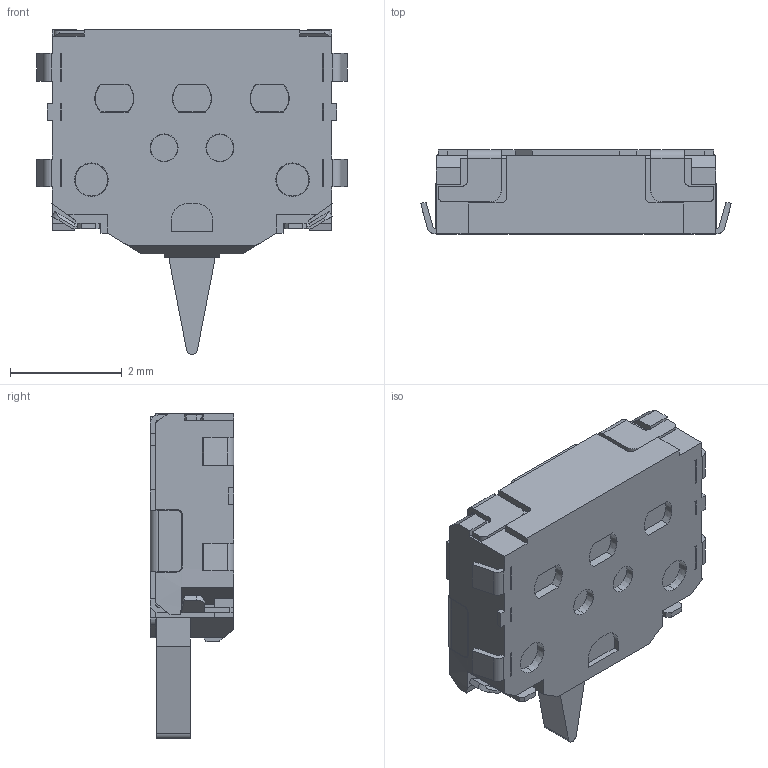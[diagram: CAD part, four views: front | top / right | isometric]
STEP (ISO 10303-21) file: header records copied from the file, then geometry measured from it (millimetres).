
FILE_DESCRIPTION (( 'STEP AP203' ), '1' );
FILE_NAME ('SSCM120100.STEP', '2021-02-25T06:51:41', ( '' ), ( '' ), 'SwSTEP 2.0', 'SolidWorks 2019', '' );
FILE_SCHEMA (( 'CONFIG_CONTROL_DESIGN' ));
Length unit declared in the file: millimetre
Products named in the file (1): SSCM120100
Bounding box: 5.56 x 1.5 x 5.82 mm (x, y, z)
Volume: 26.4 mm3; surface area: 108.2 mm2
Topology: 1 solids, 1 shells, 353 faces, 1041 edges, 682 vertices
Faces by surface type: plane 274, cylinder 63, cone 16
Entity records: 11780 total; most frequent: CARTESIAN_POINT 2143, ORIENTED_EDGE 2082, DIRECTION 1883, EDGE_CURVE 1041, VECTOR 863, LINE 863, VERTEX_POINT 682, AXIS2_PLACEMENT_3D 510
